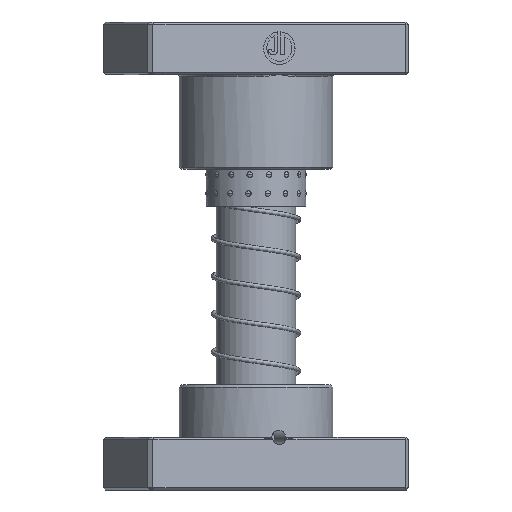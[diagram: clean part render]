
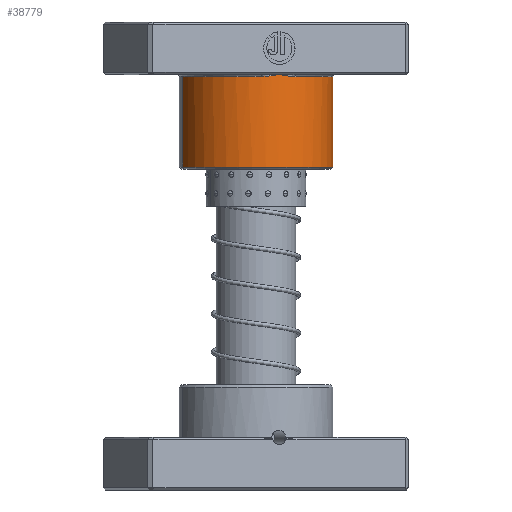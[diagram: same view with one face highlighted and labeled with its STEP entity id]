
A CAD part, front view. The second image highlights one B-rep face of the part: STEP entity #38779.
In plain terms, the highlighted cylindrical face has radius 36.5 mm (diameter 73 mm), a partial arc.
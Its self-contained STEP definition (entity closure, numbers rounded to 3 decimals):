
#152 = DIRECTION ( 'NONE',  ( 0., 0., -1. ) ) ;
#696 = ORIENTED_EDGE ( 'NONE', *, *, #11218, .T. ) ;
#805 = CARTESIAN_POINT ( 'NONE',  ( -36.5, 0., 26. ) ) ;
#1672 = DIRECTION ( 'NONE',  ( 1., 0., 0. ) ) ;
#1817 = AXIS2_PLACEMENT_3D ( 'NONE', #9037, #32152, #12343 ) ;
#3820 = VERTEX_POINT ( 'NONE', #42143 ) ;
#3826 = ORIENTED_EDGE ( 'NONE', *, *, #11841, .T. ) ;
#6107 = VERTEX_POINT ( 'NONE', #805 ) ;
#7919 = DIRECTION ( 'NONE',  ( 0., 0., 1. ) ) ;
#8081 = CARTESIAN_POINT ( 'NONE',  ( -1.4, 36.475, 25.234 ) ) ;
#8383 = ORIENTED_EDGE ( 'NONE', *, *, #21649, .F. ) ;
#8578 = VERTEX_POINT ( 'NONE', #40027 ) ;
#9037 = CARTESIAN_POINT ( 'NONE',  ( 0., 0., 69. ) ) ;
#10032 = CARTESIAN_POINT ( 'NONE',  ( 0., 0., 70. ) ) ;
#10765 = CARTESIAN_POINT ( 'NONE',  ( 36.5, 0., 70. ) ) ;
#11218 = EDGE_CURVE ( 'NONE', #41285, #8578, #24358, .T. ) ;
#11402 = CARTESIAN_POINT ( 'NONE',  ( -2.798, 36.399, 25.459 ) ) ;
#11841 = EDGE_CURVE ( 'NONE', #8578, #35059, #26356, .T. ) ;
#11921 = CARTESIAN_POINT ( 'NONE',  ( 5.587, 36.077, 25.837 ) ) ;
#12343 = DIRECTION ( 'NONE',  ( 1., 0., 0. ) ) ;
#12359 = EDGE_CURVE ( 'NONE', #35059, #3820, #15628, .T. ) ;
#12858 = AXIS2_PLACEMENT_3D ( 'NONE', #10032, #13310, #29800 ) ;
#13310 = DIRECTION ( 'NONE',  ( 0., 0., -1. ) ) ;
#13568 = ORIENTED_EDGE ( 'NONE', *, *, #12359, .T. ) ;
#14585 = CARTESIAN_POINT ( 'NONE',  ( 0., 36.5, 25. ) ) ;
#14733 = CARTESIAN_POINT ( 'NONE',  ( -4.89, 36.178, 25.754 ) ) ;
#15222 = EDGE_LOOP ( 'NONE', ( #19660, #696, #3826, #13568, #24720, #39237, #8383 ) ) ;
#15260 = CARTESIAN_POINT ( 'NONE',  ( 2.798, 36.42, 25.47 ) ) ;
#15546 = VECTOR ( 'NONE', #27410, 1000. ) ;
#15628 = B_SPLINE_CURVE_WITH_KNOTS ( 'NONE', 3,
 ( #28304, #25105, #31746, #11921, #35035, #15260, #38357, #18610 ),
 .UNSPECIFIED., .F., .F.,
 ( 4, 2, 2, 4 ),
 ( 0., 0.002, 0.004, 0.009 ),
 .UNSPECIFIED. ) ;
#17920 = CARTESIAN_POINT ( 'NONE',  ( -0.349, 36.5, 25.059 ) ) ;
#18068 = CARTESIAN_POINT ( 'NONE',  ( -6.984, 35.833, 25.96 ) ) ;
#18436 = CARTESIAN_POINT ( 'NONE',  ( 36.5, 0., 69. ) ) ;
#18610 = CARTESIAN_POINT ( 'NONE',  ( 0., 36.5, 25. ) ) ;
#19434 = CARTESIAN_POINT ( 'NONE',  ( -8.373, 35.527, 26. ) ) ;
#19660 = ORIENTED_EDGE ( 'NONE', *, *, #24559, .T. ) ;
#21421 = CARTESIAN_POINT ( 'NONE',  ( -8.373, 35.527, 26. ) ) ;
#21444 = DIRECTION ( 'NONE',  ( 0., 0., 1. ) ) ;
#21649 = EDGE_CURVE ( 'NONE', #37326, #6107, #22618, .T. ) ;
#22618 = LINE ( 'NONE', #39227, #39087 ) ;
#24358 = LINE ( 'NONE', #10765, #15546 ) ;
#24559 = EDGE_CURVE ( 'NONE', #37326, #41285, #31402, .T. ) ;
#24720 = ORIENTED_EDGE ( 'NONE', *, *, #32624, .T. ) ;
#25016 = VERTEX_POINT ( 'NONE', #19434 ) ;
#25105 = CARTESIAN_POINT ( 'NONE',  ( 7.68, 35.69, 26. ) ) ;
#26356 = CIRCLE ( 'NONE', #35553, 36.5 ) ;
#27157 = CARTESIAN_POINT ( 'NONE',  ( 0., 0., 26. ) ) ;
#27410 = DIRECTION ( 'NONE',  ( 0., 0., -1. ) ) ;
#27884 = EDGE_CURVE ( 'NONE', #25016, #6107, #33032, .T. ) ;
#27910 = CARTESIAN_POINT ( 'NONE',  ( -0.701, 36.495, 25.118 ) ) ;
#28304 = CARTESIAN_POINT ( 'NONE',  ( 8.373, 35.527, 26. ) ) ;
#29800 = DIRECTION ( 'NONE',  ( -1., 0., 0. ) ) ;
#31036 = DIRECTION ( 'NONE',  ( 1., 0., 0. ) ) ;
#31204 = CARTESIAN_POINT ( 'NONE',  ( -1.75, 36.46, 25.291 ) ) ;
#31402 = CIRCLE ( 'NONE', #1817, 36.5 ) ;
#31746 = CARTESIAN_POINT ( 'NONE',  ( 6.984, 35.833, 25.96 ) ) ;
#32152 = DIRECTION ( 'NONE',  ( 0., 0., -1. ) ) ;
#32624 = EDGE_CURVE ( 'NONE', #3820, #25016, #41411, .T. ) ;
#33032 = CIRCLE ( 'NONE', #36057, 36.5 ) ;
#34501 = CARTESIAN_POINT ( 'NONE',  ( -3.495, 36.339, 25.565 ) ) ;
#35035 = CARTESIAN_POINT ( 'NONE',  ( 4.89, 36.178, 25.754 ) ) ;
#35059 = VERTEX_POINT ( 'NONE', #41970 ) ;
#35069 = CARTESIAN_POINT ( 'NONE',  ( -36.5, 0., 69. ) ) ;
#35553 = AXIS2_PLACEMENT_3D ( 'NONE', #41152, #21444, #1672 ) ;
#36057 = AXIS2_PLACEMENT_3D ( 'NONE', #27157, #7919, #31036 ) ;
#37326 = VERTEX_POINT ( 'NONE', #35069 ) ;
#37823 = CARTESIAN_POINT ( 'NONE',  ( -5.587, 36.077, 25.837 ) ) ;
#38357 = CARTESIAN_POINT ( 'NONE',  ( 1.403, 36.5, 25.235 ) ) ;
#38779 = ADVANCED_FACE ( 'NONE', ( #42585 ), #41559, .T. ) ;
#39087 = VECTOR ( 'NONE', #152, 1000. ) ;
#39227 = CARTESIAN_POINT ( 'NONE',  ( -36.5, 0., 70. ) ) ;
#39237 = ORIENTED_EDGE ( 'NONE', *, *, #27884, .T. ) ;
#40027 = CARTESIAN_POINT ( 'NONE',  ( 36.5, 0., 26. ) ) ;
#41132 = CARTESIAN_POINT ( 'NONE',  ( -7.68, 35.69, 26. ) ) ;
#41152 = CARTESIAN_POINT ( 'NONE',  ( 0., 0., 26. ) ) ;
#41285 = VERTEX_POINT ( 'NONE', #18436 ) ;
#41411 = B_SPLINE_CURVE_WITH_KNOTS ( 'NONE', 3,
 ( #14585, #17920, #27910, #8081, #31204, #11402, #34501, #14733, #37823, #18068, #41132, #21421 ),
 .UNSPECIFIED., .F., .F.,
 ( 4, 2, 2, 2, 2, 4 ),
 ( 0., 0.001, 0.002, 0.004, 0.006, 0.008 ),
 .UNSPECIFIED. ) ;
#41559 = CYLINDRICAL_SURFACE ( 'NONE', #12858, 36.5 ) ;
#41970 = CARTESIAN_POINT ( 'NONE',  ( 8.373, 35.527, 26. ) ) ;
#42143 = CARTESIAN_POINT ( 'NONE',  ( 0., 36.5, 25. ) ) ;
#42585 = FACE_OUTER_BOUND ( 'NONE', #15222, .T. ) ;
